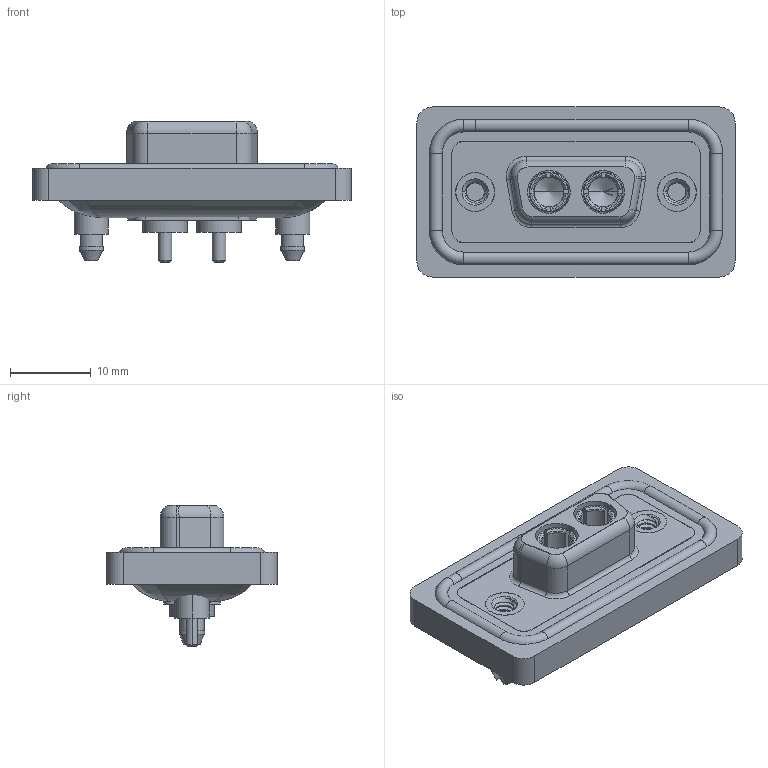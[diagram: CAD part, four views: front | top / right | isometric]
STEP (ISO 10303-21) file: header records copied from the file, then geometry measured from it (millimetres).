
FILE_DESCRIPTION (( 'STEP AP203' ), '1' );
FILE_NAME ('628W2W2-324-1N5.STEP', '2024-03-22T12:35:57', ( '' ), ( '' ), 'SwSTEP 2.0', 'SolidWorks 2023', '' );
FILE_SCHEMA (( 'CONFIG_CONTROL_DESIGN' ));
Length unit declared in the file: millimetre
Products named in the file (7): 628Combo Threaded Boardlock_5; 628Combo Shell Front_09 Contacts; Power Socket_10A S; 628W2W2-324-1N5; 628Combo Housing_2W2; 628Combo Shell Rear_09 Contacts; 628Combo Waterproof Housing_09 Contacts
Assembly tree (8 placements, depth 2):
  628W2W2-324-1N5
    628Combo Housing_2W2
    628Combo Waterproof Housing_09 Contacts
    628Combo Shell Front_09 Contacts
    628Combo Shell Rear_09 Contacts
    628Combo Threaded Boardlock_5  x2
    Power Socket_10A S  x2
Bounding box: 39.5 x 21.1 x 17.55 mm (x, y, z)
Volume: 4817 mm3; surface area: 7943.6 mm2
Topology: 11 solids, 11 shells, 584 faces, 1473 edges, 930 vertices
Faces by surface type: cylinder 266, plane 179, torus 79, cone 48, bspline 12
Entity records: 16505 total; most frequent: CARTESIAN_POINT 4776, DIRECTION 2377, ORIENTED_EDGE 2264, EDGE_CURVE 1132, AXIS2_PLACEMENT_3D 943, VERTEX_POINT 716, EDGE_LOOP 500, VECTOR 491
